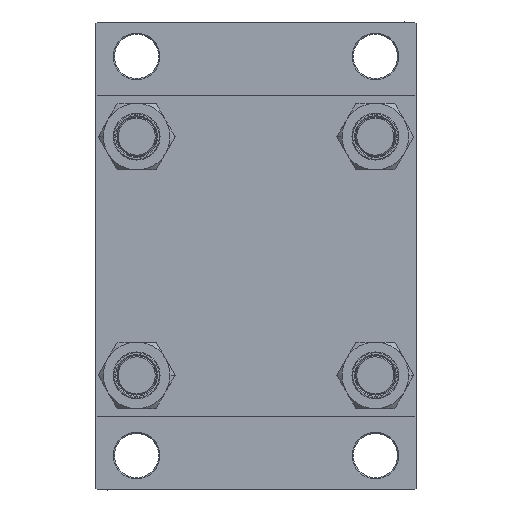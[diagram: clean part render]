
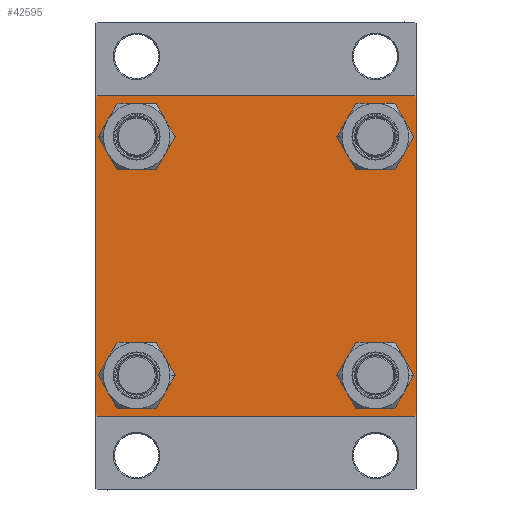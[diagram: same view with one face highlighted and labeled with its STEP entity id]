
A CAD part, left-side view. The second image highlights one B-rep face of the part: STEP entity #42595.
In plain terms, the highlighted planar face has unit normal (-1, 0, 0).
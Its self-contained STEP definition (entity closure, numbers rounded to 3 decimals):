
#153 = EDGE_CURVE ( 'NONE', #36780, #13913, #23048, .T. ) ;
#361 = VECTOR ( 'NONE', #17183, 1000. ) ;
#628 = CIRCLE ( 'NONE', #38371, 8.5 ) ;
#658 = CIRCLE ( 'NONE', #29177, 8.5 ) ;
#815 = CARTESIAN_POINT ( 'NONE',  ( 0., 48.45, 39.95 ) ) ;
#863 = DIRECTION ( 'NONE',  ( 1., 0., 0. ) ) ;
#1777 = CARTESIAN_POINT ( 'NONE',  ( 0., 65., -64.5 ) ) ;
#1814 = VERTEX_POINT ( 'NONE', #815 ) ;
#3006 = AXIS2_PLACEMENT_3D ( 'NONE', #13337, #38895, #32132 ) ;
#3181 = DIRECTION ( 'NONE',  ( 0., 0., 1. ) ) ;
#4034 = CARTESIAN_POINT ( 'NONE',  ( 0., 48.45, -48.45 ) ) ;
#4125 = VERTEX_POINT ( 'NONE', #31545 ) ;
#4369 = CIRCLE ( 'NONE', #38983, 8.5 ) ;
#4419 = ORIENTED_EDGE ( 'NONE', *, *, #12066, .T. ) ;
#5013 = VECTOR ( 'NONE', #32287, 1000. ) ;
#5208 = EDGE_CURVE ( 'NONE', #7122, #1814, #7542, .T. ) ;
#5253 = VERTEX_POINT ( 'NONE', #14702 ) ;
#6048 = DIRECTION ( 'NONE',  ( 0., 0., 1. ) ) ;
#6946 = CARTESIAN_POINT ( 'NONE',  ( 0., 48.45, -56.95 ) ) ;
#7122 = VERTEX_POINT ( 'NONE', #10696 ) ;
#7542 = CIRCLE ( 'NONE', #25230, 8.5 ) ;
#8004 = VERTEX_POINT ( 'NONE', #6946 ) ;
#8062 = VERTEX_POINT ( 'NONE', #45071 ) ;
#8625 = ORIENTED_EDGE ( 'NONE', *, *, #37935, .T. ) ;
#8804 = CIRCLE ( 'NONE', #30359, 8.5 ) ;
#8963 = DIRECTION ( 'NONE',  ( 1., 0., 0. ) ) ;
#9001 = VECTOR ( 'NONE', #19253, 1000. ) ;
#9287 = DIRECTION ( 'NONE',  ( 0., 0.707, -0.707 ) ) ;
#9811 = DIRECTION ( 'NONE',  ( 0., 0.707, 0.707 ) ) ;
#9955 = FACE_BOUND ( 'NONE', #13386, .T. ) ;
#10113 = DIRECTION ( 'NONE',  ( 1., 0., 0. ) ) ;
#10385 = DIRECTION ( 'NONE',  ( 1., 0., 0. ) ) ;
#10399 = EDGE_CURVE ( 'NONE', #36780, #4125, #46262, .T. ) ;
#10414 = DIRECTION ( 'NONE',  ( 1., 0., 0. ) ) ;
#10426 = LINE ( 'NONE', #10661, #44602 ) ;
#10661 = CARTESIAN_POINT ( 'NONE',  ( 0., 65., 65. ) ) ;
#10696 = CARTESIAN_POINT ( 'NONE',  ( 0., 48.45, 56.95 ) ) ;
#11256 = DIRECTION ( 'NONE',  ( 0., 0., 1. ) ) ;
#11939 = CARTESIAN_POINT ( 'NONE',  ( 0., -65., 64.5 ) ) ;
#12066 = EDGE_CURVE ( 'NONE', #24015, #8062, #46322, .T. ) ;
#12710 = LINE ( 'NONE', #38047, #9001 ) ;
#13337 = CARTESIAN_POINT ( 'NONE',  ( 0., 0., 0. ) ) ;
#13386 = EDGE_LOOP ( 'NONE', ( #18499, #16504 ) ) ;
#13434 = CARTESIAN_POINT ( 'NONE',  ( 0., -64.75, 64.75 ) ) ;
#13913 = VERTEX_POINT ( 'NONE', #20638 ) ;
#14420 = DIRECTION ( 'NONE',  ( 0., 0., 1. ) ) ;
#14459 = DIRECTION ( 'NONE',  ( 0., 0., 1. ) ) ;
#14569 = DIRECTION ( 'NONE',  ( 0., 0., 1. ) ) ;
#14702 = CARTESIAN_POINT ( 'NONE',  ( 0., -64.5, -65. ) ) ;
#15900 = AXIS2_PLACEMENT_3D ( 'NONE', #40899, #8963, #41788 ) ;
#15936 = CARTESIAN_POINT ( 'NONE',  ( 0., 65., -65. ) ) ;
#16143 = EDGE_LOOP ( 'NONE', ( #45120, #4419 ) ) ;
#16504 = ORIENTED_EDGE ( 'NONE', *, *, #36049, .T. ) ;
#16588 = CIRCLE ( 'NONE', #23495, 8.5 ) ;
#17183 = DIRECTION ( 'NONE',  ( 0., -0.707, -0.707 ) ) ;
#17365 = ORIENTED_EDGE ( 'NONE', *, *, #153, .F. ) ;
#17426 = FACE_OUTER_BOUND ( 'NONE', #39694, .T. ) ;
#17438 = CIRCLE ( 'NONE', #15900, 8.5 ) ;
#17586 = CARTESIAN_POINT ( 'NONE',  ( 0., -64.75, -64.75 ) ) ;
#18312 = CARTESIAN_POINT ( 'NONE',  ( 0., 48.45, 48.45 ) ) ;
#18492 = CARTESIAN_POINT ( 'NONE',  ( 0., 64.5, -65. ) ) ;
#18499 = ORIENTED_EDGE ( 'NONE', *, *, #27036, .T. ) ;
#19253 = DIRECTION ( 'NONE',  ( 0., 0., -1. ) ) ;
#19439 = VECTOR ( 'NONE', #9287, 1000. ) ;
#19670 = DIRECTION ( 'NONE',  ( 0., 0., -1. ) ) ;
#19899 = EDGE_CURVE ( 'NONE', #44480, #34222, #23746, .T. ) ;
#20335 = DIRECTION ( 'NONE',  ( 1., 0., 0. ) ) ;
#20638 = CARTESIAN_POINT ( 'NONE',  ( 0., -65., -64.5 ) ) ;
#22121 = CARTESIAN_POINT ( 'NONE',  ( 0., -48.45, -48.45 ) ) ;
#22274 = VERTEX_POINT ( 'NONE', #22791 ) ;
#22791 = CARTESIAN_POINT ( 'NONE',  ( 0., -48.45, 39.95 ) ) ;
#23048 = LINE ( 'NONE', #41635, #44477 ) ;
#23495 = AXIS2_PLACEMENT_3D ( 'NONE', #39896, #40134, #14569 ) ;
#23567 = ORIENTED_EDGE ( 'NONE', *, *, #5208, .T. ) ;
#23746 = LINE ( 'NONE', #38470, #19439 ) ;
#24015 = VERTEX_POINT ( 'NONE', #24543 ) ;
#24060 = ORIENTED_EDGE ( 'NONE', *, *, #19899, .T. ) ;
#24543 = CARTESIAN_POINT ( 'NONE',  ( 0., -48.45, -56.95 ) ) ;
#24657 = CARTESIAN_POINT ( 'NONE',  ( 0., 64.75, -64.75 ) ) ;
#24904 = FACE_BOUND ( 'NONE', #45812, .T. ) ;
#25230 = AXIS2_PLACEMENT_3D ( 'NONE', #18312, #10113, #14459 ) ;
#25586 = CARTESIAN_POINT ( 'NONE',  ( 0., 48.45, -39.95 ) ) ;
#25938 = VERTEX_POINT ( 'NONE', #1777 ) ;
#26157 = ORIENTED_EDGE ( 'NONE', *, *, #28007, .T. ) ;
#26515 = VERTEX_POINT ( 'NONE', #18492 ) ;
#26725 = ORIENTED_EDGE ( 'NONE', *, *, #35968, .T. ) ;
#27036 = EDGE_CURVE ( 'NONE', #47699, #22274, #8804, .T. ) ;
#27163 = CARTESIAN_POINT ( 'NONE',  ( 0., 64.5, 65. ) ) ;
#28007 = EDGE_CURVE ( 'NONE', #25938, #26515, #39853, .T. ) ;
#28845 = ORIENTED_EDGE ( 'NONE', *, *, #41412, .T. ) ;
#29046 = EDGE_CURVE ( 'NONE', #5253, #13913, #39291, .T. ) ;
#29177 = AXIS2_PLACEMENT_3D ( 'NONE', #46164, #20335, #34799 ) ;
#29378 = EDGE_CURVE ( 'NONE', #8062, #24015, #16588, .T. ) ;
#30328 = ORIENTED_EDGE ( 'NONE', *, *, #29046, .T. ) ;
#30359 = AXIS2_PLACEMENT_3D ( 'NONE', #47107, #10414, #3181 ) ;
#30636 = EDGE_CURVE ( 'NONE', #26515, #5253, #41522, .T. ) ;
#31545 = CARTESIAN_POINT ( 'NONE',  ( 0., -64.5, 65. ) ) ;
#31971 = ORIENTED_EDGE ( 'NONE', *, *, #30636, .T. ) ;
#32132 = DIRECTION ( 'NONE',  ( 0., 0., 1. ) ) ;
#32287 = DIRECTION ( 'NONE',  ( 0., -0.707, 0.707 ) ) ;
#33893 = VECTOR ( 'NONE', #9811, 1000. ) ;
#34222 = VERTEX_POINT ( 'NONE', #43969 ) ;
#34799 = DIRECTION ( 'NONE',  ( 0., 0., 1. ) ) ;
#34814 = ORIENTED_EDGE ( 'NONE', *, *, #41874, .T. ) ;
#35944 = CARTESIAN_POINT ( 'NONE',  ( 0., -48.45, 48.45 ) ) ;
#35968 = EDGE_CURVE ( 'NONE', #1814, #7122, #17438, .T. ) ;
#36049 = EDGE_CURVE ( 'NONE', #22274, #47699, #4369, .T. ) ;
#36780 = VERTEX_POINT ( 'NONE', #11939 ) ;
#36995 = ORIENTED_EDGE ( 'NONE', *, *, #10399, .T. ) ;
#37891 = DIRECTION ( 'NONE',  ( 0., -1., 0. ) ) ;
#37935 = EDGE_CURVE ( 'NONE', #34222, #25938, #12710, .T. ) ;
#38047 = CARTESIAN_POINT ( 'NONE',  ( 0., 65., 65. ) ) ;
#38169 = VECTOR ( 'NONE', #37891, 1000. ) ;
#38371 = AXIS2_PLACEMENT_3D ( 'NONE', #4034, #863, #11256 ) ;
#38470 = CARTESIAN_POINT ( 'NONE',  ( 0., 64.75, 64.75 ) ) ;
#38895 = DIRECTION ( 'NONE',  ( -1., 0., 0. ) ) ;
#38983 = AXIS2_PLACEMENT_3D ( 'NONE', #35944, #10385, #6048 ) ;
#39291 = LINE ( 'NONE', #17586, #5013 ) ;
#39386 = FACE_BOUND ( 'NONE', #45343, .T. ) ;
#39694 = EDGE_LOOP ( 'NONE', ( #8625, #26157, #31971, #30328, #17365, #36995, #45190, #24060 ) ) ;
#39853 = LINE ( 'NONE', #24657, #361 ) ;
#39859 = PLANE ( 'NONE',  #3006 ) ;
#39896 = CARTESIAN_POINT ( 'NONE',  ( 0., -48.45, -48.45 ) ) ;
#40134 = DIRECTION ( 'NONE',  ( 1., 0., 0. ) ) ;
#40899 = CARTESIAN_POINT ( 'NONE',  ( 0., 48.45, 48.45 ) ) ;
#41412 = EDGE_CURVE ( 'NONE', #46997, #8004, #628, .T. ) ;
#41522 = LINE ( 'NONE', #15936, #38169 ) ;
#41635 = CARTESIAN_POINT ( 'NONE',  ( 0., -65., 65. ) ) ;
#41788 = DIRECTION ( 'NONE',  ( 0., 0., 1. ) ) ;
#41874 = EDGE_CURVE ( 'NONE', #8004, #46997, #658, .T. ) ;
#42044 = EDGE_CURVE ( 'NONE', #44480, #4125, #10426, .T. ) ;
#42595 = ADVANCED_FACE ( 'NONE', ( #9955, #46639, #39386, #24904, #17426 ), #39859, .T. ) ;
#43594 = CARTESIAN_POINT ( 'NONE',  ( 0., -48.45, 56.95 ) ) ;
#43733 = DIRECTION ( 'NONE',  ( 0., -1., 0. ) ) ;
#43969 = CARTESIAN_POINT ( 'NONE',  ( 0., 65., 64.5 ) ) ;
#43988 = AXIS2_PLACEMENT_3D ( 'NONE', #22121, #47726, #14420 ) ;
#44477 = VECTOR ( 'NONE', #19670, 1000. ) ;
#44480 = VERTEX_POINT ( 'NONE', #27163 ) ;
#44602 = VECTOR ( 'NONE', #43733, 1000. ) ;
#45071 = CARTESIAN_POINT ( 'NONE',  ( 0., -48.45, -39.95 ) ) ;
#45120 = ORIENTED_EDGE ( 'NONE', *, *, #29378, .T. ) ;
#45190 = ORIENTED_EDGE ( 'NONE', *, *, #42044, .F. ) ;
#45343 = EDGE_LOOP ( 'NONE', ( #28845, #34814 ) ) ;
#45812 = EDGE_LOOP ( 'NONE', ( #23567, #26725 ) ) ;
#46164 = CARTESIAN_POINT ( 'NONE',  ( 0., 48.45, -48.45 ) ) ;
#46262 = LINE ( 'NONE', #13434, #33893 ) ;
#46322 = CIRCLE ( 'NONE', #43988, 8.5 ) ;
#46639 = FACE_BOUND ( 'NONE', #16143, .T. ) ;
#46997 = VERTEX_POINT ( 'NONE', #25586 ) ;
#47107 = CARTESIAN_POINT ( 'NONE',  ( 0., -48.45, 48.45 ) ) ;
#47699 = VERTEX_POINT ( 'NONE', #43594 ) ;
#47726 = DIRECTION ( 'NONE',  ( 1., 0., 0. ) ) ;
